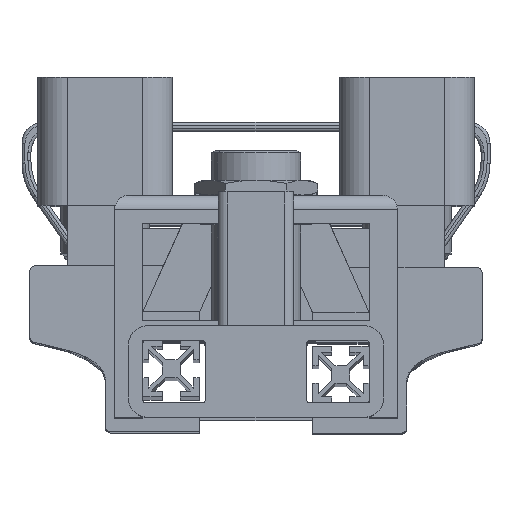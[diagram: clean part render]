
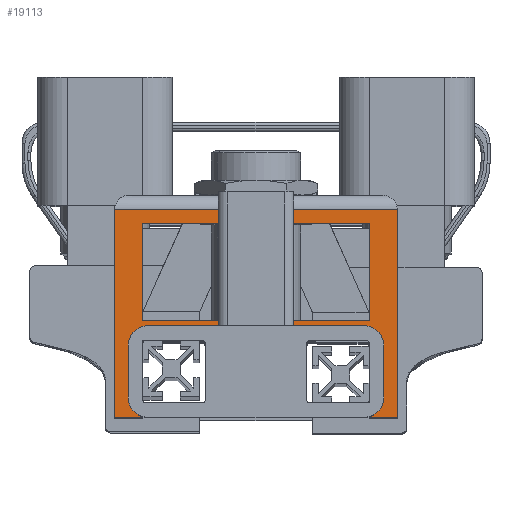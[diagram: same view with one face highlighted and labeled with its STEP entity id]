
A CAD part, top view. The second image highlights one B-rep face of the part: STEP entity #19113.
In plain terms, the highlighted planar face has unit normal (0, 0, 1).
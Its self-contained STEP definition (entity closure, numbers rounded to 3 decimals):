
#324 = VECTOR ( 'NONE', #1277, 1000. ) ;
#396 = CARTESIAN_POINT ( 'NONE',  ( 32.291, -22.156, 667.303 ) ) ;
#403 = DIRECTION ( 'NONE',  ( 1., 0., 0. ) ) ;
#797 = VECTOR ( 'NONE', #20829, 1000. ) ;
#1277 = DIRECTION ( 'NONE',  ( 0., 1., 0. ) ) ;
#2178 = EDGE_CURVE ( 'NONE', #10938, #25238, #15380, .T. ) ;
#2656 = LINE ( 'NONE', #34797, #32061 ) ;
#2868 = VECTOR ( 'NONE', #6512, 1000. ) ;
#4035 = CARTESIAN_POINT ( 'NONE',  ( 118.016, 21.457, 667.303 ) ) ;
#4104 = EDGE_CURVE ( 'NONE', #24440, #23060, #9710, .T. ) ;
#4438 = VERTEX_POINT ( 'NONE', #19030 ) ;
#4504 = VERTEX_POINT ( 'NONE', #4785 ) ;
#4785 = CARTESIAN_POINT ( 'NONE',  ( 118.016, -48.543, 667.303 ) ) ;
#5062 = DIRECTION ( 'NONE',  ( 1., 0., 0. ) ) ;
#6303 = DIRECTION ( 'NONE',  ( 0., -1., 0. ) ) ;
#6304 = VECTOR ( 'NONE', #16100, 1000. ) ;
#6512 = DIRECTION ( 'NONE',  ( 0., 1., 0. ) ) ;
#7269 = CARTESIAN_POINT ( 'NONE',  ( 108.491, 16.932, 667.303 ) ) ;
#7921 = ORIENTED_EDGE ( 'NONE', *, *, #25765, .F. ) ;
#8277 = FACE_BOUND ( 'NONE', #18140, .T. ) ;
#8997 = VERTEX_POINT ( 'NONE', #9652 ) ;
#9187 = VECTOR ( 'NONE', #18556, 1000. ) ;
#9408 = CARTESIAN_POINT ( 'NONE',  ( 165.247, -15.806, 667.303 ) ) ;
#9652 = CARTESIAN_POINT ( 'NONE',  ( 22.766, 21.457, 667.303 ) ) ;
#9710 = LINE ( 'NONE', #27319, #324 ) ;
#10488 = LINE ( 'NONE', #27703, #15078 ) ;
#10672 = CARTESIAN_POINT ( 'NONE',  ( 118.016, 26.457, 667.303 ) ) ;
#10938 = VERTEX_POINT ( 'NONE', #7269 ) ;
#11676 = LINE ( 'NONE', #23103, #36872 ) ;
#11721 = CARTESIAN_POINT ( 'NONE',  ( 32.291, 16.932, 667.303 ) ) ;
#11956 = DIRECTION ( 'NONE',  ( 0., -1., 0. ) ) ;
#12082 = ORIENTED_EDGE ( 'NONE', *, *, #26805, .F. ) ;
#12413 = ORIENTED_EDGE ( 'NONE', *, *, #16904, .T. ) ;
#12523 = CARTESIAN_POINT ( 'NONE',  ( 32.291, -48.543, 667.303 ) ) ;
#12844 = VERTEX_POINT ( 'NONE', #4035 ) ;
#14472 = CARTESIAN_POINT ( 'NONE',  ( 22.766, 21.457, 667.303 ) ) ;
#14837 = LINE ( 'NONE', #26270, #25541 ) ;
#14978 = CARTESIAN_POINT ( 'NONE',  ( 22.766, -48.543, 667.303 ) ) ;
#15078 = VECTOR ( 'NONE', #5062, 1000. ) ;
#15341 = ORIENTED_EDGE ( 'NONE', *, *, #17703, .T. ) ;
#15380 = LINE ( 'NONE', #15730, #9187 ) ;
#15730 = CARTESIAN_POINT ( 'NONE',  ( 108.491, 16.932, 667.303 ) ) ;
#15854 = EDGE_CURVE ( 'NONE', #4438, #29915, #20428, .T. ) ;
#16100 = DIRECTION ( 'NONE',  ( 0., 1., 0. ) ) ;
#16105 = EDGE_LOOP ( 'NONE', ( #7921, #22830, #29372, #16628, #12413, #15341, #24236, #35652 ) ) ;
#16628 = ORIENTED_EDGE ( 'NONE', *, *, #27822, .T. ) ;
#16904 = EDGE_CURVE ( 'NONE', #4504, #12844, #24903, .T. ) ;
#17295 = DIRECTION ( 'NONE',  ( 0., 1., 0. ) ) ;
#17412 = CARTESIAN_POINT ( 'NONE',  ( 108.491, -15.806, 667.303 ) ) ;
#17444 = CARTESIAN_POINT ( 'NONE',  ( 108.491, -48.543, 667.303 ) ) ;
#17479 = ORIENTED_EDGE ( 'NONE', *, *, #2178, .F. ) ;
#17489 = DIRECTION ( 'NONE',  ( -1., 0., 0. ) ) ;
#17687 = EDGE_CURVE ( 'NONE', #23060, #18157, #11676, .T. ) ;
#17703 = EDGE_CURVE ( 'NONE', #12844, #8997, #22549, .T. ) ;
#17728 = CARTESIAN_POINT ( 'NONE',  ( 32.291, 16.932, 667.303 ) ) ;
#18140 = EDGE_LOOP ( 'NONE', ( #29218, #12082, #17479, #34656 ) ) ;
#18157 = VERTEX_POINT ( 'NONE', #396 ) ;
#18556 = DIRECTION ( 'NONE',  ( -1., 0., 0. ) ) ;
#19030 = CARTESIAN_POINT ( 'NONE',  ( 22.766, -48.543, 667.303 ) ) ;
#19113 = ADVANCED_FACE ( 'NONE', ( #20277, #8277 ), #26070, .F. ) ;
#20277 = FACE_OUTER_BOUND ( 'NONE', #16105, .T. ) ;
#20428 = LINE ( 'NONE', #14978, #28852 ) ;
#20483 = EDGE_CURVE ( 'NONE', #27957, #10938, #14837, .T. ) ;
#20753 = LINE ( 'NONE', #23918, #2868 ) ;
#20829 = DIRECTION ( 'NONE',  ( -1., 0., 0. ) ) ;
#21403 = EDGE_CURVE ( 'NONE', #4438, #8997, #20753, .T. ) ;
#21716 = CARTESIAN_POINT ( 'NONE',  ( 32.291, -15.806, 667.303 ) ) ;
#21963 = VECTOR ( 'NONE', #6303, 1000. ) ;
#22035 = VERTEX_POINT ( 'NONE', #21716 ) ;
#22549 = LINE ( 'NONE', #14472, #27286 ) ;
#22830 = ORIENTED_EDGE ( 'NONE', *, *, #17687, .F. ) ;
#23060 = VERTEX_POINT ( 'NONE', #25712 ) ;
#23103 = CARTESIAN_POINT ( 'NONE',  ( 165.247, -22.156, 667.303 ) ) ;
#23918 = CARTESIAN_POINT ( 'NONE',  ( 22.766, 26.457, 667.303 ) ) ;
#24236 = ORIENTED_EDGE ( 'NONE', *, *, #21403, .F. ) ;
#24440 = VERTEX_POINT ( 'NONE', #17444 ) ;
#24903 = LINE ( 'NONE', #10672, #6304 ) ;
#25238 = VERTEX_POINT ( 'NONE', #17728 ) ;
#25541 = VECTOR ( 'NONE', #17295, 1000. ) ;
#25712 = CARTESIAN_POINT ( 'NONE',  ( 108.491, -22.156, 667.303 ) ) ;
#25765 = EDGE_CURVE ( 'NONE', #18157, #29915, #2656, .T. ) ;
#25956 = LINE ( 'NONE', #11721, #21963 ) ;
#26070 = PLANE ( 'NONE',  #32042 ) ;
#26225 = DIRECTION ( 'NONE',  ( 1., 0., 0. ) ) ;
#26270 = CARTESIAN_POINT ( 'NONE',  ( 108.491, -48.543, 667.303 ) ) ;
#26805 = EDGE_CURVE ( 'NONE', #25238, #22035, #25956, .T. ) ;
#27286 = VECTOR ( 'NONE', #31146, 1000. ) ;
#27319 = CARTESIAN_POINT ( 'NONE',  ( 108.491, -48.543, 667.303 ) ) ;
#27703 = CARTESIAN_POINT ( 'NONE',  ( 22.766, -48.543, 667.303 ) ) ;
#27822 = EDGE_CURVE ( 'NONE', #24440, #4504, #10488, .T. ) ;
#27957 = VERTEX_POINT ( 'NONE', #17412 ) ;
#28313 = CARTESIAN_POINT ( 'NONE',  ( 22.766, 26.457, 667.303 ) ) ;
#28852 = VECTOR ( 'NONE', #26225, 1000. ) ;
#29218 = ORIENTED_EDGE ( 'NONE', *, *, #35608, .T. ) ;
#29372 = ORIENTED_EDGE ( 'NONE', *, *, #4104, .F. ) ;
#29414 = LINE ( 'NONE', #9408, #797 ) ;
#29915 = VERTEX_POINT ( 'NONE', #12523 ) ;
#31146 = DIRECTION ( 'NONE',  ( -1., 0., 0. ) ) ;
#31311 = DIRECTION ( 'NONE',  ( 0., 0., -1. ) ) ;
#32042 = AXIS2_PLACEMENT_3D ( 'NONE', #28313, #31311, #403 ) ;
#32061 = VECTOR ( 'NONE', #11956, 1000. ) ;
#34656 = ORIENTED_EDGE ( 'NONE', *, *, #20483, .F. ) ;
#34797 = CARTESIAN_POINT ( 'NONE',  ( 32.291, 16.932, 667.303 ) ) ;
#35608 = EDGE_CURVE ( 'NONE', #27957, #22035, #29414, .T. ) ;
#35652 = ORIENTED_EDGE ( 'NONE', *, *, #15854, .T. ) ;
#36872 = VECTOR ( 'NONE', #17489, 1000. ) ;
